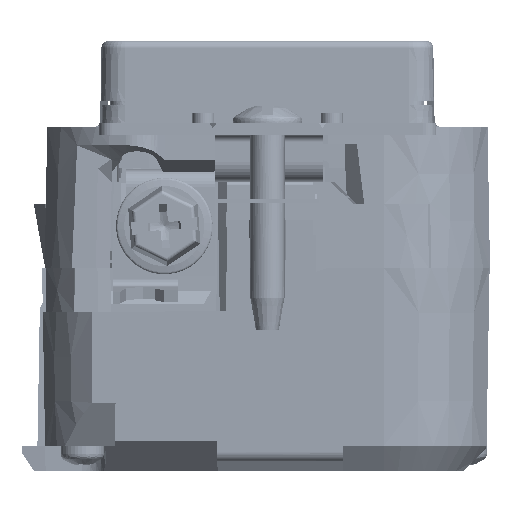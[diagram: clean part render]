
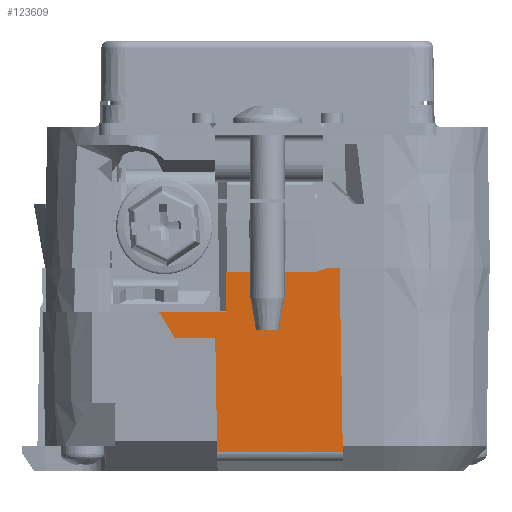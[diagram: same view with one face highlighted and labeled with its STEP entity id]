
A CAD part, front view. The second image highlights one B-rep face of the part: STEP entity #123609.
In plain terms, the highlighted planar face has unit normal (0, -1, -0.018).
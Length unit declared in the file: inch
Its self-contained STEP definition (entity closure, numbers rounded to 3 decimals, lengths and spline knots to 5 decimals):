
#947 = ORIENTED_EDGE ( 'NONE', *, *, #4349, .F. ) ;
#2428 = VERTEX_POINT ( 'NONE', #346756 ) ;
#3899 = LINE ( 'NONE', #216418, #68304 ) ;
#4224 = AXIS2_PLACEMENT_3D ( 'NONE', #206281, #344197, #179753 ) ;
#4349 = EDGE_CURVE ( 'NONE', #210671, #47334, #329641, .T. ) ;
#4600 = CARTESIAN_POINT ( 'NONE',  ( -0.20677, -1.34256, -0.29034 ) ) ;
#8587 = CARTESIAN_POINT ( 'NONE',  ( -0.20276, -1.33855, -0.52 ) ) ;
#11301 = LINE ( 'NONE', #214267, #84246 ) ;
#12410 = ORIENTED_EDGE ( 'NONE', *, *, #107452, .T. ) ;
#13095 = ORIENTED_EDGE ( 'NONE', *, *, #316450, .T. ) ;
#16842 = VECTOR ( 'NONE', #176662, 39.37008 ) ;
#18161 = CARTESIAN_POINT ( 'NONE',  ( -0.85, -1.343, -0.265 ) ) ;
#23063 = ORIENTED_EDGE ( 'NONE', *, *, #331896, .T. ) ;
#24497 = DIRECTION ( 'NONE',  ( -1., 0., 0. ) ) ;
#25896 = EDGE_CURVE ( 'NONE', #97813, #248737, #167425, .T. ) ;
#29855 = VERTEX_POINT ( 'NONE', #195736 ) ;
#46792 = CARTESIAN_POINT ( 'NONE',  ( -0.20747, -1.34029, -0.42 ) ) ;
#46893 = DIRECTION ( 'NONE',  ( 1., 0., 0. ) ) ;
#47334 = VERTEX_POINT ( 'NONE', #136568 ) ;
#47370 = ORIENTED_EDGE ( 'NONE', *, *, #156682, .F. ) ;
#48706 = CARTESIAN_POINT ( 'NONE',  ( -0.4215, -1.34029, -0.42 ) ) ;
#50413 = EDGE_LOOP ( 'NONE', ( #238960, #23063, #51965, #180638, #246730, #13095, #214153, #947, #154300, #138101, #331188, #302606, #47370, #78660, #64361, #12410 ) ) ;
#51965 = ORIENTED_EDGE ( 'NONE', *, *, #137117, .T. ) ;
#52584 = VERTEX_POINT ( 'NONE', #284049 ) ;
#54732 = VECTOR ( 'NONE', #74343, 39.37008 ) ;
#56168 = CARTESIAN_POINT ( 'NONE',  ( -0.15973, -1.343, -0.265 ) ) ;
#57820 = DIRECTION ( 'NONE',  ( 1., 0., 0. ) ) ;
#58563 = DIRECTION ( 'NONE',  ( -0.017, -0.017, 1. ) ) ;
#58655 = VECTOR ( 'NONE', #58563, 39.37008 ) ;
#58990 = EDGE_CURVE ( 'NONE', #2428, #52584, #115621, .T. ) ;
#64361 = ORIENTED_EDGE ( 'NONE', *, *, #25896, .F. ) ;
#66416 = CARTESIAN_POINT ( 'NONE',  ( 0.2817, -1.34256, -0.29034 ) ) ;
#67628 = CARTESIAN_POINT ( 'NONE',  ( 0.06969, -1.343, -0.265 ) ) ;
#68304 = VECTOR ( 'NONE', #24497, 39.37008 ) ;
#70179 = VECTOR ( 'NONE', #159783, 39.37008 ) ;
#71735 = LINE ( 'NONE', #129115, #200414 ) ;
#74343 = DIRECTION ( 'NONE',  ( -1., 0., 0. ) ) ;
#77507 = DIRECTION ( 'NONE',  ( 1., 0., 0. ) ) ;
#78660 = ORIENTED_EDGE ( 'NONE', *, *, #88438, .F. ) ;
#81166 = DIRECTION ( 'NONE',  ( 1., 0., 0. ) ) ;
#84246 = VECTOR ( 'NONE', #77507, 39.37008 ) ;
#84681 = VERTEX_POINT ( 'NONE', #321839 ) ;
#88438 = EDGE_CURVE ( 'NONE', #248737, #260135, #11301, .T. ) ;
#91442 = EDGE_CURVE ( 'NONE', #289048, #232367, #250562, .T. ) ;
#97813 = VERTEX_POINT ( 'NONE', #261191 ) ;
#107452 = EDGE_CURVE ( 'NONE', #97813, #222259, #338007, .T. ) ;
#110737 = VECTOR ( 'NONE', #167381, 39.37008 ) ;
#115621 = LINE ( 'NONE', #331323, #136547 ) ;
#123609 = ADVANCED_FACE ( 'NONE', ( #346447 ), #316595, .T. ) ;
#123882 = EDGE_CURVE ( 'NONE', #2428, #153943, #131633, .T. ) ;
#125523 = CARTESIAN_POINT ( 'NONE',  ( -0.06719, -1.343, -0.265 ) ) ;
#129108 = VERTEX_POINT ( 'NONE', #159096 ) ;
#129115 = CARTESIAN_POINT ( 'NONE',  ( -0.42434, -1.34313, -0.25757 ) ) ;
#130128 = LINE ( 'NONE', #249666, #340505 ) ;
#131633 = LINE ( 'NONE', #4600, #58655 ) ;
#131877 = DIRECTION ( 'NONE',  ( 0.017, -0.017, 1. ) ) ;
#136513 = LINE ( 'NONE', #305844, #273809 ) ;
#136547 = VECTOR ( 'NONE', #57820, 39.37008 ) ;
#136568 = CARTESIAN_POINT ( 'NONE',  ( 0.22996, -1.34326, -0.25 ) ) ;
#137117 = EDGE_CURVE ( 'NONE', #29855, #153943, #208540, .T. ) ;
#138101 = ORIENTED_EDGE ( 'NONE', *, *, #151564, .F. ) ;
#143088 = LINE ( 'NONE', #268948, #70179 ) ;
#151564 = EDGE_CURVE ( 'NONE', #339331, #206992, #143088, .T. ) ;
#153943 = VERTEX_POINT ( 'NONE', #8587 ) ;
#154300 = ORIENTED_EDGE ( 'NONE', *, *, #179225, .T. ) ;
#156682 = EDGE_CURVE ( 'NONE', #260135, #289048, #312197, .T. ) ;
#159096 = CARTESIAN_POINT ( 'NONE',  ( -0.4215, -1.34029, -0.42002 ) ) ;
#159783 = DIRECTION ( 'NONE',  ( 1., 0., 0. ) ) ;
#165700 = DIRECTION ( 'NONE',  ( 0.515, 0.015, -0.857 ) ) ;
#167381 = DIRECTION ( 'NONE',  ( 0.94, -0.006, 0.342 ) ) ;
#167425 = LINE ( 'NONE', #323835, #231879 ) ;
#168615 = CARTESIAN_POINT ( 'NONE',  ( -0.85, -1.33855, -0.52 ) ) ;
#176662 = DIRECTION ( 'NONE',  ( -0.017, -0.017, 1. ) ) ;
#179225 = EDGE_CURVE ( 'NONE', #210671, #206992, #3899, .T. ) ;
#179753 = DIRECTION ( 'NONE',  ( 0., 0.017, -1. ) ) ;
#180638 = ORIENTED_EDGE ( 'NONE', *, *, #123882, .F. ) ;
#182856 = CARTESIAN_POINT ( 'NONE',  ( 0.18849, -1.343, -0.265 ) ) ;
#195736 = CARTESIAN_POINT ( 'NONE',  ( -0.36143, -1.33855, -0.52 ) ) ;
#196230 = DIRECTION ( 'NONE',  ( 1., 0., 0. ) ) ;
#199113 = EDGE_CURVE ( 'NONE', #232367, #339331, #291805, .T. ) ;
#200414 = VECTOR ( 'NONE', #211962, 39.37008 ) ;
#206281 = CARTESIAN_POINT ( 'NONE',  ( -0.85, -1.343, -0.265 ) ) ;
#206992 = VERTEX_POINT ( 'NONE', #182856 ) ;
#208540 = LINE ( 'NONE', #168615, #345847 ) ;
#210671 = VERTEX_POINT ( 'NONE', #333341 ) ;
#211962 = DIRECTION ( 'NONE',  ( -0.017, -0.017, 1. ) ) ;
#212961 = EDGE_CURVE ( 'NONE', #47334, #84681, #136513, .T. ) ;
#214153 = ORIENTED_EDGE ( 'NONE', *, *, #212961, .F. ) ;
#214267 = CARTESIAN_POINT ( 'NONE',  ( -0.85, -1.343, -0.265 ) ) ;
#216418 = CARTESIAN_POINT ( 'NONE',  ( -0.85, -1.343, -0.265 ) ) ;
#222259 = VERTEX_POINT ( 'NONE', #48706 ) ;
#231879 = VECTOR ( 'NONE', #131877, 39.37008 ) ;
#232367 = VERTEX_POINT ( 'NONE', #344066 ) ;
#238960 = ORIENTED_EDGE ( 'NONE', *, *, #348937, .F. ) ;
#245426 = CARTESIAN_POINT ( 'NONE',  ( -0.85, -1.343, -0.265 ) ) ;
#246730 = ORIENTED_EDGE ( 'NONE', *, *, #58990, .T. ) ;
#247745 = CARTESIAN_POINT ( 'NONE',  ( -0.03231, -1.343, -0.265 ) ) ;
#248737 = VERTEX_POINT ( 'NONE', #56168 ) ;
#249666 = CARTESIAN_POINT ( 'NONE',  ( -0.40371, -1.33978, -0.44962 ) ) ;
#250562 = LINE ( 'NONE', #18161, #329295 ) ;
#260135 = VERTEX_POINT ( 'NONE', #125523 ) ;
#261191 = CARTESIAN_POINT ( 'NONE',  ( -0.16244, -1.34029, -0.42 ) ) ;
#266275 = CARTESIAN_POINT ( 'NONE',  ( -0.85, -1.343, -0.265 ) ) ;
#268948 = CARTESIAN_POINT ( 'NONE',  ( -0.85, -1.343, -0.265 ) ) ;
#273809 = VECTOR ( 'NONE', #304674, 39.37008 ) ;
#276521 = CARTESIAN_POINT ( 'NONE',  ( -0.72846, -1.33717, -0.59884 ) ) ;
#284049 = CARTESIAN_POINT ( 'NONE',  ( 0.29346, -1.33081, -0.96362 ) ) ;
#286336 = VECTOR ( 'NONE', #293889, 39.37008 ) ;
#289048 = VERTEX_POINT ( 'NONE', #247745 ) ;
#291805 = LINE ( 'NONE', #245426, #338990 ) ;
#293889 = DIRECTION ( 'NONE',  ( 1., 0., 0. ) ) ;
#302606 = ORIENTED_EDGE ( 'NONE', *, *, #91442, .F. ) ;
#304674 = DIRECTION ( 'NONE',  ( 1., 0., 0. ) ) ;
#305844 = CARTESIAN_POINT ( 'NONE',  ( -0.85, -1.34326, -0.25 ) ) ;
#308645 = LINE ( 'NONE', #66416, #16842 ) ;
#312197 = LINE ( 'NONE', #266275, #286336 ) ;
#316450 = EDGE_CURVE ( 'NONE', #52584, #84681, #308645, .T. ) ;
#316595 = PLANE ( 'NONE',  #4224 ) ;
#321839 = CARTESIAN_POINT ( 'NONE',  ( 0.281, -1.34326, -0.25 ) ) ;
#323835 = CARTESIAN_POINT ( 'NONE',  ( -0.16017, -1.34256, -0.29034 ) ) ;
#329295 = VECTOR ( 'NONE', #46893, 39.37008 ) ;
#329641 = LINE ( 'NONE', #276521, #110737 ) ;
#331188 = ORIENTED_EDGE ( 'NONE', *, *, #199113, .F. ) ;
#331323 = CARTESIAN_POINT ( 'NONE',  ( 0.29398, -1.33081, -0.96362 ) ) ;
#331896 = EDGE_CURVE ( 'NONE', #129108, #29855, #130128, .T. ) ;
#333341 = CARTESIAN_POINT ( 'NONE',  ( 0.18875, -1.343, -0.265 ) ) ;
#338007 = LINE ( 'NONE', #46792, #54732 ) ;
#338990 = VECTOR ( 'NONE', #81166, 39.37008 ) ;
#339331 = VERTEX_POINT ( 'NONE', #67628 ) ;
#340505 = VECTOR ( 'NONE', #165700, 39.37008 ) ;
#344066 = CARTESIAN_POINT ( 'NONE',  ( 0.03481, -1.343, -0.265 ) ) ;
#344197 = DIRECTION ( 'NONE',  ( 0., -1., -0.017 ) ) ;
#345847 = VECTOR ( 'NONE', #196230, 39.37008 ) ;
#346447 = FACE_OUTER_BOUND ( 'NONE', #50413, .T. ) ;
#346756 = CARTESIAN_POINT ( 'NONE',  ( -0.19501, -1.33081, -0.96362 ) ) ;
#348937 = EDGE_CURVE ( 'NONE', #129108, #222259, #71735, .T. ) ;
